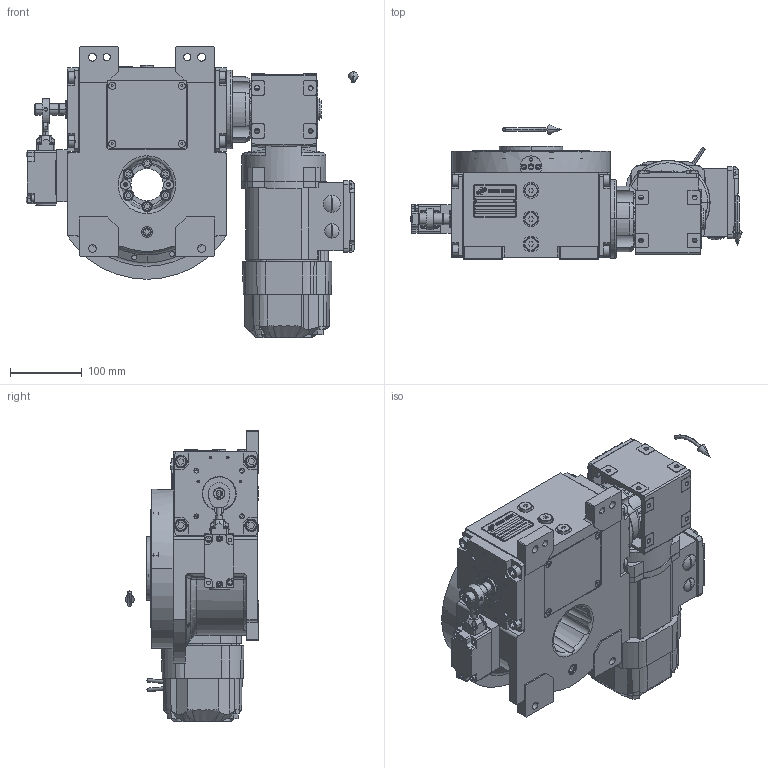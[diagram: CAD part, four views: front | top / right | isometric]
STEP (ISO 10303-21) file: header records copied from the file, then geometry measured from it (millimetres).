
FILE_DESCRIPTION (( 'STEP AP203' ), '1' );
FILE_NAME ('PC5201786.step', '2026-01-22T08:31:30', ( '' ), ( '' ), 'SwSTEP 2.0', 'SolidWorks 2020', '' );
FILE_SCHEMA (( 'CONFIG_CONTROL_DESIGN' ));
Length unit declared in the file: millimetre
Products named in the file (90): cfn2000_01_124; rig06_003_8; cfn2000_01_103; olio_agip_blasia_150; cfn2000_01_168; cfn2151_01_090; cfn2155_01_056; WAF20DRN63M4BE03HR_B_0; AS_cfn2476_01_002_60x46; cfn2003_01_054; rig06_004; AS_rig06_004; cfn2128_04_004; cfn2000_01_126; cfn2205_01_013; AS_cfn2400_01_001; RIG06_021_AF0.stp; rig06_007_master; AS_900_38_11_34_4; cfn2107_01_001; cfn2070_05_005; CFN2010_01_012.stp; CFN2010_02_002.stp; rig06_002_bl_002; rig06_016; AS_rig06_017; cfn2010_01_015.prt; rig06_001_a_s_027; cfn2151_01_290; 900_38_10_49_4; PC5201786; rig06_017; cfn2158_01_011; cfn2158_01_010; AS_rig06_004_s_001; cfn2151_01_109; freccia_angolare; cfn2155_01_303; cfn2104_01_016; rig06_071_08_m_asm.stp ...
Assembly tree (86 placements, depth 5):
  olio_agip_blasia_150
  cfn2151_01_090
  cfn2205_01_013
  rig06_007_master
  CFN2010_01_012.stp
Bounding box: 463.4 x 187 x 406.3 mm (x, y, z)
Volume: 6802222.5 mm3; surface area: 1058339.8 mm2
Topology: 73 solids, 77 shells, 3143 faces, 8070 edges, 5223 vertices
Faces by surface type: plane 1574, cylinder 1086, cone 390, torus 51, bspline 32, sphere 10
Entity records: 110463 total; most frequent: CARTESIAN_POINT 28080, DIRECTION 15303, ORIENTED_EDGE 15060, EDGE_CURVE 7530, AXIS2_PLACEMENT_3D 5352, VERTEX_POINT 4934, LINE 4599, VECTOR 4599
